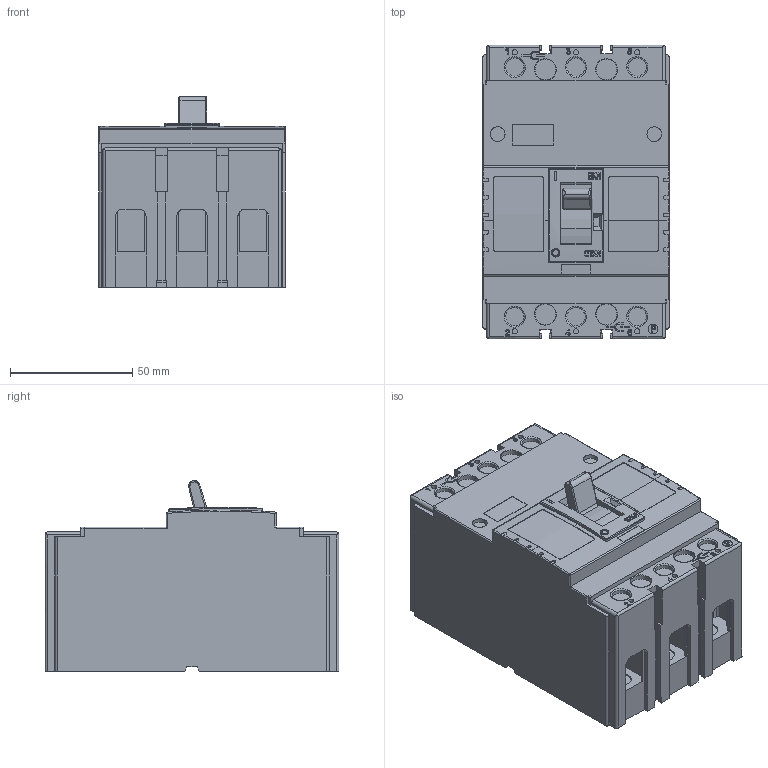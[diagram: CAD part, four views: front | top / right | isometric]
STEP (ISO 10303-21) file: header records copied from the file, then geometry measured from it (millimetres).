
FILE_DESCRIPTION (( 'STEP AP214' ), '1' );
FILE_NAME ('BA44-33 2020.04.25 Êîíå÷íàÿ.STEP', '2020-06-01T08:54:27', ( '' ), ( '' ), 'SwSTEP 2.0', 'SolidWorks 2017', '' );
FILE_SCHEMA (( 'AUTOMOTIVE_DESIGN' ));
Length unit declared in the file: millimetre
Products named in the file (1): BA44-33 2020.04.25 Êîíå÷íàÿ
Bounding box: 76.2 x 120 x 77.99 mm (x, y, z)
Volume: 511821.9 mm3; surface area: 58520 mm2
Topology: 1 solids, 16 shells, 1033 faces, 2754 edges, 1827 vertices
Faces by surface type: plane 620, cylinder 245, bspline 167, cone 1
Entity records: 49878 total; most frequent: CARTESIAN_POINT 14433, ORIENTED_EDGE 5504, DIRECTION 4087, EDGE_CURVE 2752, VERTEX_POINT 1827, VECTOR 1739, LINE 1739, AXIS2_PLACEMENT_3D 1174
